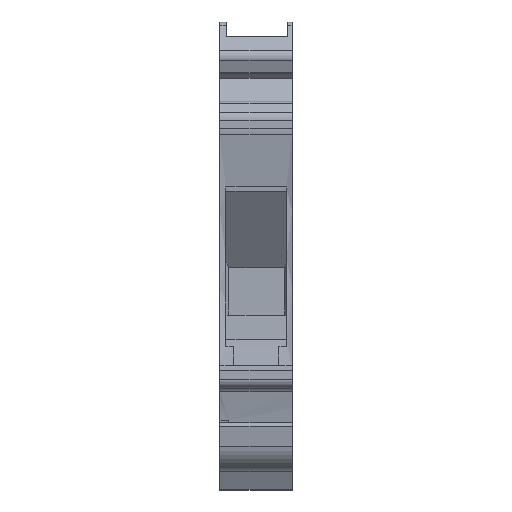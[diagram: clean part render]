
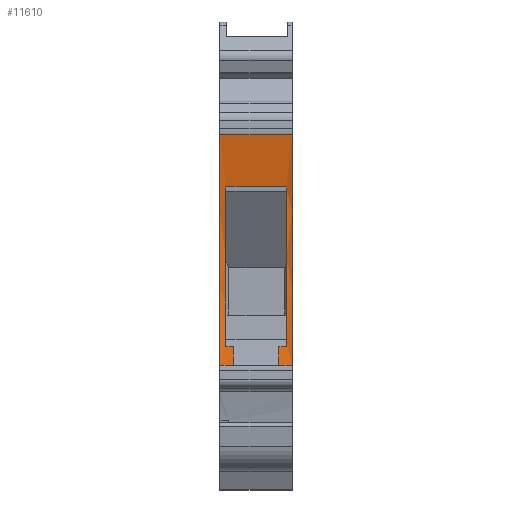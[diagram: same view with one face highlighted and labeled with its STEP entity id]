
A CAD part, left-side view. The second image highlights one B-rep face of the part: STEP entity #11610.
In plain terms, the highlighted free-form (B-spline) face has degree [3, 1] with [4, 2] control points.
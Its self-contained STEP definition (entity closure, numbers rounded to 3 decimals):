
#643=CARTESIAN_POINT('',(-36.229,8.15,34.112));
#644=VERTEX_POINT('',#643);
#652=CARTESIAN_POINT('',(-36.229,8.15,8.082));
#653=VERTEX_POINT('',#652);
#654=CARTESIAN_POINT('',(-36.229,8.15,34.112));
#655=CARTESIAN_POINT('',(-35.944,8.15,32.829));
#656=CARTESIAN_POINT('',(-35.701,8.15,31.536));
#657=CARTESIAN_POINT('',(-35.5,8.15,30.235));
#658=CARTESIAN_POINT('',(-35.454,8.15,29.938));
#659=CARTESIAN_POINT('',(-35.411,8.15,29.641));
#660=CARTESIAN_POINT('',(-35.369,8.15,29.343));
#661=CARTESIAN_POINT('',(-34.383,8.15,22.234));
#662=CARTESIAN_POINT('',(-34.675,8.15,15.071));
#663=CARTESIAN_POINT('',(-36.229,8.15,8.082));
#664=(BOUNDED_CURVE()B_SPLINE_CURVE(3,(#654,#655,#656,#657,#658,#659,#660,#661,#662,#663),.UNSPECIFIED.,.F.,.U.)B_SPLINE_CURVE_WITH_KNOTS((4,3,3,4),(0.,1.,1.228,6.625),.UNSPECIFIED.)CURVE()GEOMETRIC_REPRESENTATION_ITEM()RATIONAL_B_SPLINE_CURVE((1.,0.997,0.995,0.994,0.993,0.993,0.994,0.985,0.988,1.001))REPRESENTATION_ITEM(''));
#665=EDGE_CURVE('',#644,#653,#664,.T.);
#2556=CARTESIAN_POINT('',(-36.229,0.,34.112));
#2557=VERTEX_POINT('',#2556);
#2565=CARTESIAN_POINT('',(-36.229,0.,8.082));
#2566=VERTEX_POINT('',#2565);
#2567=CARTESIAN_POINT('',(-36.229,0.,8.082));
#2568=CARTESIAN_POINT('',(-34.316,0.,16.689));
#2569=CARTESIAN_POINT('',(-34.316,0.,25.505));
#2570=CARTESIAN_POINT('',(-36.229,0.,34.112));
#2571=(BOUNDED_CURVE()B_SPLINE_CURVE(3,(#2567,#2568,#2569,#2570),.UNSPECIFIED.,.F.,.U.)B_SPLINE_CURVE_WITH_KNOTS((4,4),(0.,1.),.UNSPECIFIED.)CURVE()GEOMETRIC_REPRESENTATION_ITEM()RATIONAL_B_SPLINE_CURVE((1.,0.984,0.984,1.))REPRESENTATION_ITEM(''));
#2572=EDGE_CURVE('',#2566,#2557,#2571,.T.);
#3746=CARTESIAN_POINT('',(-35.665,7.475,10.946));
#3747=VERTEX_POINT('',#3746);
#3754=CARTESIAN_POINT('',(-35.665,0.625,10.946));
#3755=VERTEX_POINT('',#3754);
#4732=CARTESIAN_POINT('',(-35.162,0.625,27.68));
#4733=VERTEX_POINT('',#4732);
#4740=CARTESIAN_POINT('',(-35.162,0.625,27.68));
#4741=CARTESIAN_POINT('',(-34.545,0.625,22.092));
#4742=CARTESIAN_POINT('',(-34.715,0.625,16.478));
#4743=CARTESIAN_POINT('',(-35.665,0.625,10.946));
#4744=(BOUNDED_CURVE()B_SPLINE_CURVE(3,(#4740,#4741,#4742,#4743),.UNSPECIFIED.,.F.,.U.)B_SPLINE_CURVE_WITH_KNOTS((4,4),(0.028,0.955),.UNSPECIFIED.)CURVE()GEOMETRIC_REPRESENTATION_ITEM()RATIONAL_B_SPLINE_CURVE((0.991,0.986,0.987,0.995))REPRESENTATION_ITEM(''));
#4745=EDGE_CURVE('',#4733,#3755,#4744,.T.);
#4757=CARTESIAN_POINT('',(-35.162,7.475,27.68));
#4758=VERTEX_POINT('',#4757);
#4765=CARTESIAN_POINT('',(-35.162,7.475,27.68));
#4766=CARTESIAN_POINT('',(-34.545,7.475,22.092));
#4767=CARTESIAN_POINT('',(-34.715,7.475,16.478));
#4768=CARTESIAN_POINT('',(-35.665,7.475,10.946));
#4769=(BOUNDED_CURVE()B_SPLINE_CURVE(3,(#4765,#4766,#4767,#4768),.UNSPECIFIED.,.F.,.U.)B_SPLINE_CURVE_WITH_KNOTS((4,4),(0.028,0.955),.UNSPECIFIED.)CURVE()GEOMETRIC_REPRESENTATION_ITEM()RATIONAL_B_SPLINE_CURVE((0.991,0.986,0.987,0.995))REPRESENTATION_ITEM(''));
#4770=EDGE_CURVE('',#4758,#3747,#4769,.T.);
#6185=CARTESIAN_POINT('',(-36.229,8.15,34.112));
#6186=DIRECTION('',(0.,-1.,0.));
#6187=VECTOR('',#6186,8.15);
#6188=LINE('',#6185,#6187);
#6189=EDGE_CURVE('',#644,#2557,#6188,.T.);
#11506=CARTESIAN_POINT('',(-36.229,0.,34.112));
#11507=CARTESIAN_POINT('',(-36.229,8.15,34.112));
#11508=CARTESIAN_POINT('',(-34.316,0.,25.505));
#11509=CARTESIAN_POINT('',(-34.316,8.15,25.505));
#11510=CARTESIAN_POINT('',(-34.316,0.,16.689));
#11511=CARTESIAN_POINT('',(-34.316,8.15,16.689));
#11512=CARTESIAN_POINT('',(-36.229,0.,8.082));
#11513=CARTESIAN_POINT('',(-36.229,8.15,8.082));
#11514=(BOUNDED_SURFACE()B_SPLINE_SURFACE(3,1,((#11506,#11507),(#11508,#11509),(#11510,#11511),(#11512,#11513)),.UNSPECIFIED.,.F.,.F.,.U.)B_SPLINE_SURFACE_WITH_KNOTS((4,4),(2,2),(0.138,0.862),(0.,0.869),.UNSPECIFIED.)GEOMETRIC_REPRESENTATION_ITEM()RATIONAL_B_SPLINE_SURFACE(((1.,1.),(0.984,0.984),(0.984,0.984),(1.,1.)))REPRESENTATION_ITEM('')SURFACE());
#11515=CARTESIAN_POINT('',(-35.22,0.625,28.186));
#11516=VERTEX_POINT('',#11515);
#11517=CARTESIAN_POINT('',(-35.22,0.625,28.186));
#11518=CARTESIAN_POINT('',(-35.2,0.625,28.017));
#11519=CARTESIAN_POINT('',(-35.181,0.625,27.848));
#11520=CARTESIAN_POINT('',(-35.162,0.625,27.68));
#11521=(BOUNDED_CURVE()B_SPLINE_CURVE(3,(#11517,#11518,#11519,#11520),.UNSPECIFIED.,.F.,.U.)B_SPLINE_CURVE_WITH_KNOTS((4,4),(0.,0.028),.UNSPECIFIED.)CURVE()GEOMETRIC_REPRESENTATION_ITEM()RATIONAL_B_SPLINE_CURVE((0.991,0.991,0.991,0.991))REPRESENTATION_ITEM(''));
#11522=EDGE_CURVE('',#11516,#4733,#11521,.T.);
#11523=ORIENTED_EDGE('E1485',*,*,#11522,.F.);
#11524=CARTESIAN_POINT('',(-35.22,7.475,28.186));
#11525=VERTEX_POINT('',#11524);
#11526=CARTESIAN_POINT('',(-35.22,0.625,28.186));
#11527=DIRECTION('',(0.,1.,0.));
#11528=VECTOR('',#11527,6.85);
#11529=LINE('',#11526,#11528);
#11530=EDGE_CURVE('',#11516,#11525,#11529,.T.);
#11531=ORIENTED_EDGE('E1486',*,*,#11530,.T.);
#11532=CARTESIAN_POINT('',(-35.22,7.475,28.186));
#11533=CARTESIAN_POINT('',(-35.2,7.475,28.017));
#11534=CARTESIAN_POINT('',(-35.181,7.475,27.848));
#11535=CARTESIAN_POINT('',(-35.162,7.475,27.68));
#11536=(BOUNDED_CURVE()B_SPLINE_CURVE(3,(#11532,#11533,#11534,#11535),.UNSPECIFIED.,.F.,.U.)B_SPLINE_CURVE_WITH_KNOTS((4,4),(0.,0.028),.UNSPECIFIED.)CURVE()GEOMETRIC_REPRESENTATION_ITEM()RATIONAL_B_SPLINE_CURVE((0.991,0.991,0.991,0.991))REPRESENTATION_ITEM(''));
#11537=EDGE_CURVE('',#11525,#4758,#11536,.T.);
#11538=ORIENTED_EDGE('E1488',*,*,#11537,.T.);
#11539=ORIENTED_EDGE('E1488',*,*,#4770,.T.);
#11540=CARTESIAN_POINT('',(-35.807,7.475,10.152));
#11541=VERTEX_POINT('',#11540);
#11542=CARTESIAN_POINT('',(-35.665,7.475,10.946));
#11543=CARTESIAN_POINT('',(-35.71,7.475,10.681));
#11544=CARTESIAN_POINT('',(-35.758,7.475,10.416));
#11545=CARTESIAN_POINT('',(-35.807,7.475,10.152));
#11546=(BOUNDED_CURVE()B_SPLINE_CURVE(3,(#11542,#11543,#11544,#11545),.UNSPECIFIED.,.F.,.U.)B_SPLINE_CURVE_WITH_KNOTS((4,4),(0.955,1.),.UNSPECIFIED.)CURVE()GEOMETRIC_REPRESENTATION_ITEM()RATIONAL_B_SPLINE_CURVE((0.995,0.995,0.996,0.996))REPRESENTATION_ITEM(''));
#11547=EDGE_CURVE('',#3747,#11541,#11546,.T.);
#11548=ORIENTED_EDGE('E3366',*,*,#11547,.T.);
#11549=CARTESIAN_POINT('',(-35.807,6.65,10.152));
#11550=VERTEX_POINT('',#11549);
#11551=CARTESIAN_POINT('',(-35.807,7.475,10.152));
#11552=DIRECTION('',(0.,-1.,0.));
#11553=VECTOR('',#11552,0.825);
#11554=LINE('',#11551,#11553);
#11555=EDGE_CURVE('',#11541,#11550,#11554,.T.);
#11556=ORIENTED_EDGE('E1479',*,*,#11555,.T.);
#11557=CARTESIAN_POINT('',(-36.229,6.65,8.082));
#11558=VERTEX_POINT('',#11557);
#11559=CARTESIAN_POINT('',(-36.229,6.65,8.082));
#11560=CARTESIAN_POINT('',(-36.076,6.65,8.769));
#11561=CARTESIAN_POINT('',(-35.935,6.65,9.459));
#11562=CARTESIAN_POINT('',(-35.807,6.65,10.152));
#11563=(BOUNDED_CURVE()B_SPLINE_CURVE(3,(#11559,#11560,#11561,#11562),.UNSPECIFIED.,.F.,.U.)B_SPLINE_CURVE_WITH_KNOTS((4,4),(0.,1.),.UNSPECIFIED.)CURVE()GEOMETRIC_REPRESENTATION_ITEM()RATIONAL_B_SPLINE_CURVE((1.,0.998,0.997,0.996))REPRESENTATION_ITEM(''));
#11564=EDGE_CURVE('',#11558,#11550,#11563,.T.);
#11565=ORIENTED_EDGE('E1491',*,*,#11564,.F.);
#11566=CARTESIAN_POINT('',(-36.229,6.65,8.082));
#11567=DIRECTION('',(0.,1.,0.));
#11568=VECTOR('',#11567,1.5);
#11569=LINE('',#11566,#11568);
#11570=EDGE_CURVE('',#11558,#653,#11569,.T.);
#11571=ORIENTED_EDGE('E1943',*,*,#11570,.T.);
#11572=ORIENTED_EDGE('E1943',*,*,#665,.F.);
#11573=ORIENTED_EDGE('E1943',*,*,#6189,.T.);
#11574=ORIENTED_EDGE('E1943',*,*,#2572,.F.);
#11575=CARTESIAN_POINT('',(-36.229,1.5,8.082));
#11576=VERTEX_POINT('',#11575);
#11577=CARTESIAN_POINT('',(-36.229,0.,8.082));
#11578=DIRECTION('',(0.,1.,0.));
#11579=VECTOR('',#11578,1.5);
#11580=LINE('',#11577,#11579);
#11581=EDGE_CURVE('',#2566,#11576,#11580,.T.);
#11582=ORIENTED_EDGE('E1596',*,*,#11581,.T.);
#11583=CARTESIAN_POINT('',(-35.807,1.5,10.152));
#11584=VERTEX_POINT('',#11583);
#11585=CARTESIAN_POINT('',(-35.807,1.5,10.152));
#11586=CARTESIAN_POINT('',(-35.935,1.5,9.459));
#11587=CARTESIAN_POINT('',(-36.076,1.5,8.769));
#11588=CARTESIAN_POINT('',(-36.229,1.5,8.082));
#11589=(BOUNDED_CURVE()B_SPLINE_CURVE(3,(#11585,#11586,#11587,#11588),.UNSPECIFIED.,.F.,.U.)B_SPLINE_CURVE_WITH_KNOTS((4,4),(0.,1.),.UNSPECIFIED.)CURVE()GEOMETRIC_REPRESENTATION_ITEM()RATIONAL_B_SPLINE_CURVE((0.996,0.997,0.998,1.))REPRESENTATION_ITEM(''));
#11590=EDGE_CURVE('',#11584,#11576,#11589,.T.);
#11591=ORIENTED_EDGE('E1473',*,*,#11590,.F.);
#11592=CARTESIAN_POINT('',(-35.807,0.625,10.152));
#11593=VERTEX_POINT('',#11592);
#11594=CARTESIAN_POINT('',(-35.807,1.5,10.152));
#11595=DIRECTION('',(0.,-1.,0.));
#11596=VECTOR('',#11595,0.875);
#11597=LINE('',#11594,#11596);
#11598=EDGE_CURVE('',#11584,#11593,#11597,.T.);
#11599=ORIENTED_EDGE('E1483',*,*,#11598,.T.);
#11600=CARTESIAN_POINT('',(-35.665,0.625,10.946));
#11601=CARTESIAN_POINT('',(-35.71,0.625,10.681));
#11602=CARTESIAN_POINT('',(-35.758,0.625,10.416));
#11603=CARTESIAN_POINT('',(-35.807,0.625,10.152));
#11604=(BOUNDED_CURVE()B_SPLINE_CURVE(3,(#11600,#11601,#11602,#11603),.UNSPECIFIED.,.F.,.U.)B_SPLINE_CURVE_WITH_KNOTS((4,4),(0.955,1.),.UNSPECIFIED.)CURVE()GEOMETRIC_REPRESENTATION_ITEM()RATIONAL_B_SPLINE_CURVE((0.995,0.995,0.996,0.996))REPRESENTATION_ITEM(''));
#11605=EDGE_CURVE('',#3755,#11593,#11604,.T.);
#11606=ORIENTED_EDGE('E3376',*,*,#11605,.F.);
#11607=ORIENTED_EDGE('E3376',*,*,#4745,.F.);
#11608=EDGE_LOOP('',(#11523,#11531,#11538,#11539,#11548,#11556,#11565,#11571,#11572,#11573,#11574,#11582,#11591,#11599,#11606,#11607));
#11609=FACE_OUTER_BOUND('',#11608,.F.);
#11610=ADVANCED_FACE('F1194',(#11609),#11514,.F.);
